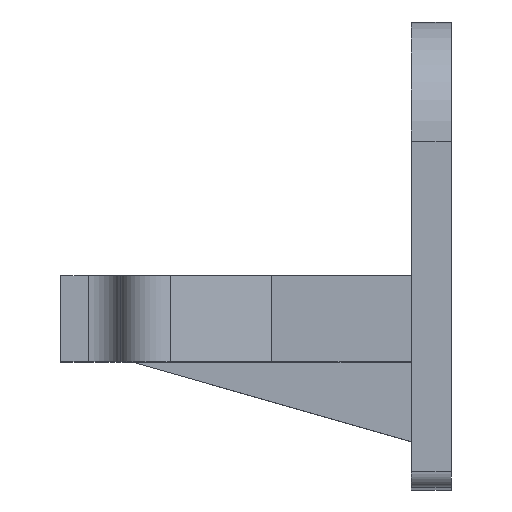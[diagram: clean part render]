
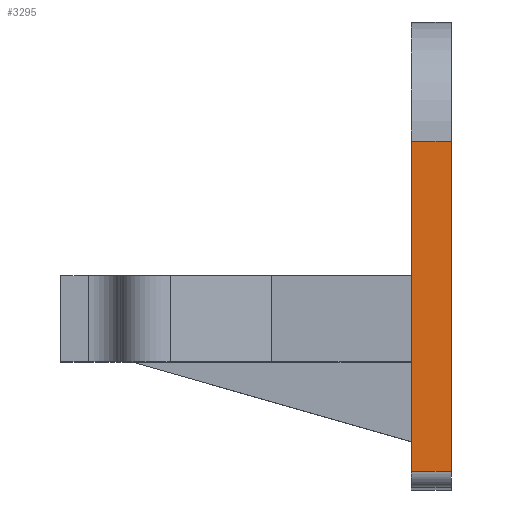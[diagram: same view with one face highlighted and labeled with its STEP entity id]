
A CAD part, top view. The second image highlights one B-rep face of the part: STEP entity #3295.
In plain terms, the highlighted planar face has unit normal (0, 0, 1).
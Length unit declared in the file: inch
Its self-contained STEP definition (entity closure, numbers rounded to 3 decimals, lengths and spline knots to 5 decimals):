
#324 = CARTESIAN_POINT ( 'NONE',  ( 0.125, 0.355, 2.325 ) ) ;
#331 = CARTESIAN_POINT ( 'NONE',  ( 0.125, -0.68, 2.325 ) ) ;
#472 = EDGE_CURVE ( 'NONE', #4199, #4978, #1871, .T. ) ;
#579 = VECTOR ( 'NONE', #954, 39.37008 ) ;
#584 = VECTOR ( 'NONE', #5295, 39.37008 ) ;
#627 = EDGE_CURVE ( 'NONE', #5151, #1791, #6273, .T. ) ;
#774 = ORIENTED_EDGE ( 'NONE', *, *, #627, .T. ) ;
#936 = FACE_OUTER_BOUND ( 'NONE', #6248, .T. ) ;
#954 = DIRECTION ( 'NONE',  ( 0., -1., 0. ) ) ;
#1116 = VECTOR ( 'NONE', #2376, 39.37008 ) ;
#1652 = CARTESIAN_POINT ( 'NONE',  ( 0.125, -0.68, 2.325 ) ) ;
#1712 = ORIENTED_EDGE ( 'NONE', *, *, #1844, .T. ) ;
#1791 = VERTEX_POINT ( 'NONE', #3335 ) ;
#1844 = EDGE_CURVE ( 'NONE', #1791, #4978, #3304, .T. ) ;
#1871 = LINE ( 'NONE', #5229, #579 ) ;
#1877 = PLANE ( 'NONE',  #6169 ) ;
#2216 = EDGE_CURVE ( 'NONE', #4199, #5151, #2763, .T. ) ;
#2376 = DIRECTION ( 'NONE',  ( -1., 0., 0. ) ) ;
#2763 = LINE ( 'NONE', #324, #1116 ) ;
#2865 = DIRECTION ( 'NONE',  ( 0., 0., -1. ) ) ;
#2890 = CARTESIAN_POINT ( 'NONE',  ( 0., -0.73, 2.325 ) ) ;
#2892 = DIRECTION ( 'NONE',  ( -1., 0., 0. ) ) ;
#3145 = CARTESIAN_POINT ( 'NONE',  ( 0., 0.355, 2.325 ) ) ;
#3258 = ORIENTED_EDGE ( 'NONE', *, *, #472, .F. ) ;
#3295 = ADVANCED_FACE ( 'NONE', ( #936 ), #1877, .F. ) ;
#3304 = LINE ( 'NONE', #331, #5481 ) ;
#3335 = CARTESIAN_POINT ( 'NONE',  ( 0., -0.68, 2.325 ) ) ;
#4077 = CARTESIAN_POINT ( 'NONE',  ( 0.125, 0.355, 2.325 ) ) ;
#4199 = VERTEX_POINT ( 'NONE', #4077 ) ;
#4344 = ORIENTED_EDGE ( 'NONE', *, *, #2216, .T. ) ;
#4978 = VERTEX_POINT ( 'NONE', #1652 ) ;
#5151 = VERTEX_POINT ( 'NONE', #3145 ) ;
#5229 = CARTESIAN_POINT ( 'NONE',  ( 0.125, -0.73, 2.325 ) ) ;
#5295 = DIRECTION ( 'NONE',  ( 0., -1., 0. ) ) ;
#5481 = VECTOR ( 'NONE', #5706, 39.37008 ) ;
#5706 = DIRECTION ( 'NONE',  ( 1., 0., 0. ) ) ;
#6169 = AXIS2_PLACEMENT_3D ( 'NONE', #6278, #2865, #2892 ) ;
#6248 = EDGE_LOOP ( 'NONE', ( #3258, #4344, #774, #1712 ) ) ;
#6273 = LINE ( 'NONE', #2890, #584 ) ;
#6278 = CARTESIAN_POINT ( 'NONE',  ( 0.125, -0.73, 2.325 ) ) ;
